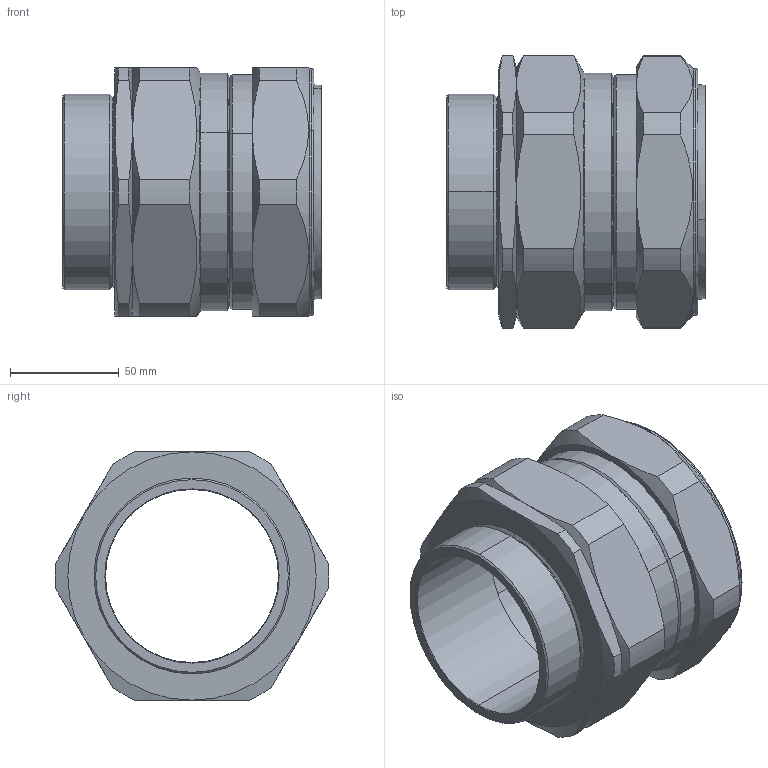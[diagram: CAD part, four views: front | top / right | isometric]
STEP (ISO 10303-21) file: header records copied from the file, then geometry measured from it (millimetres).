
FILE_DESCRIPTION (( 'STEP AP203' ), '1' );
FILE_NAME ('90CXED1RA.STEP', '2021-03-11T16:19:57', ( '' ), ( '' ), 'SwSTEP 2.0', 'SolidWorks 2017', '' );
FILE_SCHEMA (( 'CONFIG_CONTROL_DESIGN' ));
Length unit declared in the file: millimetre
Products named in the file (1): 90CXED1RA
Bounding box: 118.8 x 125.67 x 114.3 mm (x, y, z)
Volume: 447656.9 mm3; surface area: 89884.9 mm2
Topology: 1 solids, 22 shells, 329 faces, 802 edges, 524 vertices
Faces by surface type: plane 122, bspline 104, cylinder 63, cone 34, torus 6
Entity records: 14701 total; most frequent: CARTESIAN_POINT 7576, ORIENTED_EDGE 1604, DIRECTION 1164, EDGE_CURVE 802, VERTEX_POINT 524, AXIS2_PLACEMENT_3D 396, LINE 372, VECTOR 372
